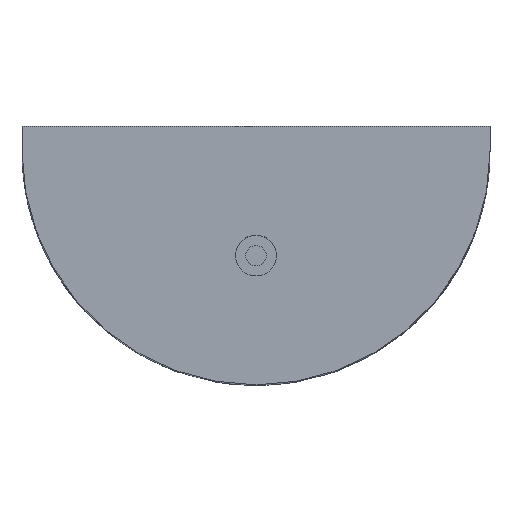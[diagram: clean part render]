
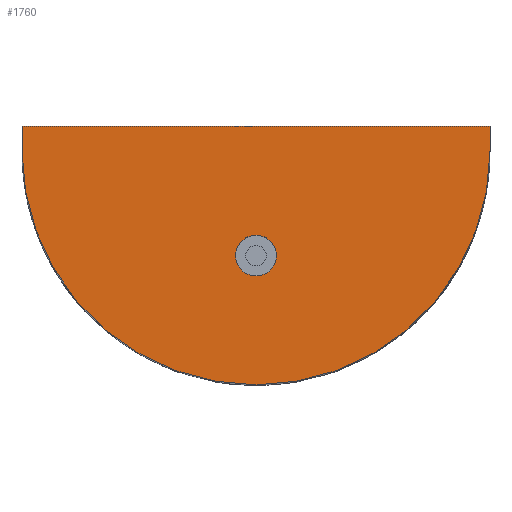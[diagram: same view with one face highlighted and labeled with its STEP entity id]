
A CAD part, top view. The second image highlights one B-rep face of the part: STEP entity #1760.
In plain terms, the highlighted planar face has unit normal (0, 0, 1).
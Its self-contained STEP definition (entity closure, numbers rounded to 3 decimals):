
#155=FACE_BOUND('',#430,.T.);
#209=PLANE('',#1946);
#301=FACE_OUTER_BOUND('',#429,.T.);
#429=EDGE_LOOP('',(#1504,#1505,#1506,#1507));
#430=EDGE_LOOP('',(#1508));
#521=LINE('',#4328,#593);
#522=LINE('',#4331,#594);
#523=LINE('',#4332,#595);
#593=VECTOR('',#2343,10.);
#594=VECTOR('',#2346,10.);
#595=VECTOR('',#2347,10.);
#610=CIRCLE('',#1795,5.);
#673=CIRCLE('',#1905,57.5);
#693=VERTEX_POINT('',#2419);
#792=VERTEX_POINT('',#3672);
#793=VERTEX_POINT('',#3674);
#848=VERTEX_POINT('',#4326);
#849=VERTEX_POINT('',#4330);
#875=EDGE_CURVE('',#693,#693,#610,.T.);
#1002=EDGE_CURVE('',#792,#793,#673,.F.);
#1086=EDGE_CURVE('',#792,#848,#521,.T.);
#1087=EDGE_CURVE('',#849,#848,#522,.T.);
#1088=EDGE_CURVE('',#793,#849,#523,.T.);
#1504=ORIENTED_EDGE('',*,*,#1002,.F.);
#1505=ORIENTED_EDGE('',*,*,#1086,.T.);
#1506=ORIENTED_EDGE('',*,*,#1087,.F.);
#1507=ORIENTED_EDGE('',*,*,#1088,.F.);
#1508=ORIENTED_EDGE('',*,*,#875,.T.);
#1760=ADVANCED_FACE('',(#301,#155),#209,.T.);
#1795=AXIS2_PLACEMENT_3D('',#2420,#1985,#1986);
#1905=AXIS2_PLACEMENT_3D('',#3675,#2226,#2227);
#1946=AXIS2_PLACEMENT_3D('',#4329,#2344,#2345);
#1985=DIRECTION('center_axis',(0.,0.,
-1.));
#1986=DIRECTION('ref_axis',(-1.,0.,0.));
#2226=DIRECTION('center_axis',(0.,0.,
1.));
#2227=DIRECTION('ref_axis',(-1.,0.,0.));
#2343=DIRECTION('',(0.,1.,0.));
#2344=DIRECTION('center_axis',(0.,0.,
1.));
#2345=DIRECTION('ref_axis',(1.,0.,0.));
#2346=DIRECTION('',(1.,0.,0.));
#2347=DIRECTION('',(0.,1.,0.));
#2419=CARTESIAN_POINT('',(-99.218,-111.601,-70.599));
#2420=CARTESIAN_POINT('Origin',(-104.218,-111.601,-70.599));
#3672=CARTESIAN_POINT('',(-46.718,-85.851,-70.599));
#3674=CARTESIAN_POINT('',(-161.718,-85.851,-70.599));
#3675=CARTESIAN_POINT('Origin',(-104.218,-85.851,-70.599));
#4326=CARTESIAN_POINT('',(-46.718,-79.851,-70.599));
#4328=CARTESIAN_POINT('',(-46.718,-85.851,-70.599));
#4329=CARTESIAN_POINT('Origin',(-104.218,-112.101,-70.599));
#4330=CARTESIAN_POINT('',(-161.718,-79.851,-70.599));
#4331=CARTESIAN_POINT('',(-161.718,-79.851,-70.599));
#4332=CARTESIAN_POINT('',(-161.718,-85.851,-70.599));
